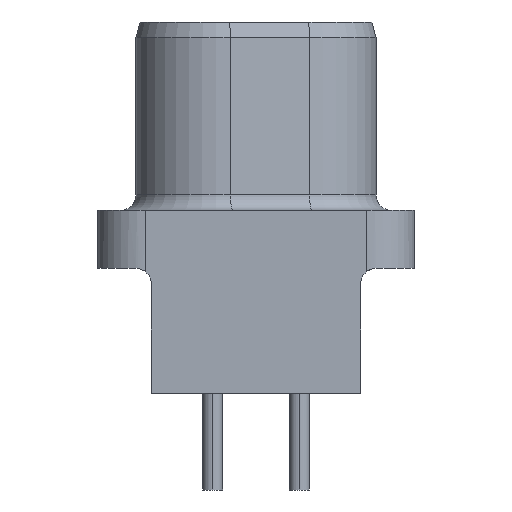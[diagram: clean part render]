
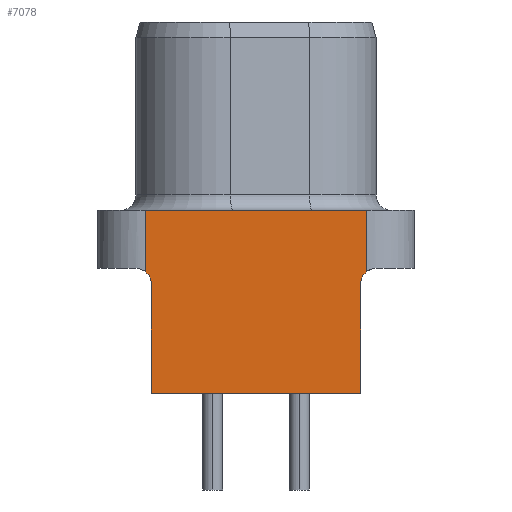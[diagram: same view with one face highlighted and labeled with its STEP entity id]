
A CAD part, left-side view. The second image highlights one B-rep face of the part: STEP entity #7078.
In plain terms, the highlighted planar face has unit normal (-1, 0, 0).
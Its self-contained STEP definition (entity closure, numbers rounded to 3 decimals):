
#1992=DIRECTION('',(0.,-1.,0.));
#1993=VECTOR('',#1992,7.264);
#1994=CARTESIAN_POINT('',(-26.543,3.632,-6.172));
#1995=LINE('',#1994,#1993);
#2052=DIRECTION('',(0.,0.,-1.));
#2053=VECTOR('',#2052,2.007);
#2054=CARTESIAN_POINT('',(-26.543,3.632,-6.172));
#2055=LINE('',#2054,#2053);
#2060=DIRECTION('',(0.,1.,0.));
#2061=VECTOR('',#2060,6.858);
#2062=CARTESIAN_POINT('',(-26.543,-3.429,-12.167));
#2063=LINE('',#2062,#2061);
#2064=DIRECTION('',(0.,0.,1.));
#2065=VECTOR('',#2064,2.007);
#2066=CARTESIAN_POINT('',(-26.543,-3.632,-8.179));
#2067=LINE('',#2066,#2065);
#2109=CARTESIAN_POINT('',(-26.543,3.632,-8.179));
#2111=CARTESIAN_POINT('',(-26.543,3.937,-8.585));
#2112=DIRECTION('',(1.,0.,0.));
#2113=DIRECTION('',(0.,-0.6,0.8));
#2114=AXIS2_PLACEMENT_3D('',#2111,#2112,#2113);
#2132=DIRECTION('',(0.,0.,1.));
#2133=VECTOR('',#2132,3.581);
#2134=CARTESIAN_POINT('',(-26.543,3.429,-12.167));
#2135=LINE('',#2134,#2133);
#2202=DIRECTION('',(0.,0.,1.));
#2203=VECTOR('',#2202,3.581);
#2204=CARTESIAN_POINT('',(-26.543,-3.429,-12.167));
#2205=LINE('',#2204,#2203);
#2218=CARTESIAN_POINT('',(-26.543,-3.937,-8.585));
#2219=DIRECTION('',(1.,0.,0.));
#2220=DIRECTION('',(0.,1.,0.));
#2221=AXIS2_PLACEMENT_3D('',#2218,#2219,#2220);
#3341=CARTESIAN_POINT('',(-26.543,3.632,-6.172));
#3343=VERTEX_POINT('',#3341);
#3344=CARTESIAN_POINT('',(-26.543,-3.632,-6.172));
#3345=VERTEX_POINT('',#3344);
#3374=CARTESIAN_POINT('',(-26.543,-3.429,-12.167));
#3375=VERTEX_POINT('',#3374);
#3386=CARTESIAN_POINT('',(-26.543,3.429,-12.167));
#3387=VERTEX_POINT('',#3386);
#3424=CARTESIAN_POINT('',(-26.543,3.429,-8.585));
#3426=VERTEX_POINT('',#3424);
#3433=CARTESIAN_POINT('',(-26.543,-3.429,-8.585));
#3435=VERTEX_POINT('',#3433);
#3436=VERTEX_POINT('',#2109);
#3440=CARTESIAN_POINT('',(-26.543,-3.632,-8.179));
#3441=VERTEX_POINT('',#3440);
#7057=CARTESIAN_POINT('',(-26.543,3.632,-6.172));
#7058=DIRECTION('',(-1.,0.,0.));
#7059=DIRECTION('',(0.,-1.,0.));
#7060=AXIS2_PLACEMENT_3D('',#7057,#7058,#7059);
#7061=PLANE('',#7060);
#7063=ORIENTED_EDGE('',*,*,#7062,.F.);
#7065=ORIENTED_EDGE('',*,*,#7064,.F.);
#7067=ORIENTED_EDGE('',*,*,#7066,.F.);
#7069=ORIENTED_EDGE('',*,*,#7068,.T.);
#7071=ORIENTED_EDGE('',*,*,#7070,.T.);
#7073=ORIENTED_EDGE('',*,*,#7072,.F.);
#7074=ORIENTED_EDGE('',*,*,#7045,.F.);
#7075=ORIENTED_EDGE('',*,*,#7011,.T.);
#7076=EDGE_LOOP('',(#7063,#7065,#7067,#7069,#7071,#7073,#7074,#7075));
#7077=FACE_OUTER_BOUND('',#7076,.F.);
#7078=ADVANCED_FACE('',(#7077),#7061,.T.);
#2115=CIRCLE('',#2114,0.508);
#2222=CIRCLE('',#2221,0.508);
#7011=EDGE_CURVE('',#3343,#3345,#1995,.T.);
#7045=EDGE_CURVE('',#3343,#3436,#2055,.T.);
#7062=EDGE_CURVE('',#3441,#3345,#2067,.T.);
#7064=EDGE_CURVE('',#3435,#3441,#2222,.T.);
#7066=EDGE_CURVE('',#3375,#3435,#2205,.T.);
#7068=EDGE_CURVE('',#3375,#3387,#2063,.T.);
#7070=EDGE_CURVE('',#3387,#3426,#2135,.T.);
#7072=EDGE_CURVE('',#3436,#3426,#2115,.T.);
